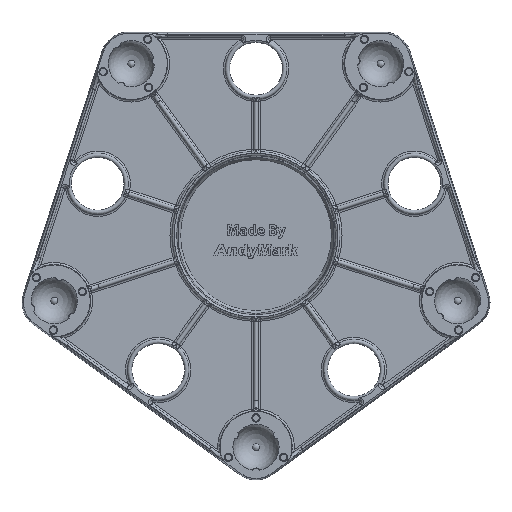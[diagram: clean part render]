
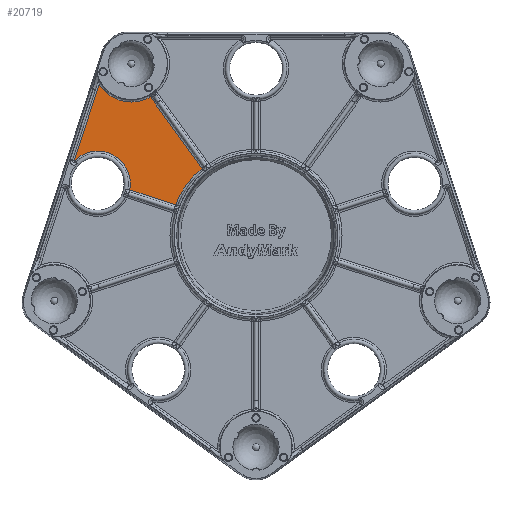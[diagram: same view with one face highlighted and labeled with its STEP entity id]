
A CAD part, front view. The second image highlights one B-rep face of the part: STEP entity #20719.
In plain terms, the highlighted planar face has unit normal (0, -1, 0).
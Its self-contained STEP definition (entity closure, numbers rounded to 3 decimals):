
#818=CIRCLE('',#22032,0.914);
#982=CIRCLE('',#22355,0.78);
#983=CIRCLE('',#22356,2.05);
#1979=PLANE('',#22354);
#2526=FACE_OUTER_BOUND('',#3881,.T.);
#3881=EDGE_LOOP('',(#14837,#14838,#14839,#14840,#14841,#14842));
#5477=LINE('',#34806,#6733);
#5478=LINE('',#34810,#6734);
#5479=LINE('',#34813,#6735);
#6733=VECTOR('',#25563,1.917);
#6734=VECTOR('',#25566,1.147);
#6735=VECTOR('',#25569,2.099);
#8613=VERTEX_POINT('',#30843);
#8614=VERTEX_POINT('',#30858);
#9241=VERTEX_POINT('',#34805);
#9242=VERTEX_POINT('',#34807);
#9243=VERTEX_POINT('',#34809);
#9244=VERTEX_POINT('',#34811);
#10622=EDGE_CURVE('',#8614,#8613,#818,.T.);
#11297=EDGE_CURVE('',#8613,#9241,#5477,.T.);
#11298=EDGE_CURVE('',#9241,#9242,#982,.T.);
#11299=EDGE_CURVE('',#9242,#9243,#5478,.T.);
#11300=EDGE_CURVE('',#9243,#9244,#983,.T.);
#11301=EDGE_CURVE('',#9244,#8614,#5479,.T.);
#14837=ORIENTED_EDGE('',*,*,#10622,.T.);
#14838=ORIENTED_EDGE('',*,*,#11297,.T.);
#14839=ORIENTED_EDGE('',*,*,#11298,.T.);
#14840=ORIENTED_EDGE('',*,*,#11299,.T.);
#14841=ORIENTED_EDGE('',*,*,#11300,.T.);
#14842=ORIENTED_EDGE('',*,*,#11301,.T.);
#20719=ADVANCED_FACE('',(#2526),#1979,.T.);
#22032=AXIS2_PLACEMENT_3D('',#30859,#24682,#24683);
#22354=AXIS2_PLACEMENT_3D('',#34804,#25561,#25562);
#22355=AXIS2_PLACEMENT_3D('',#34808,#25564,#25565);
#22356=AXIS2_PLACEMENT_3D('',#34812,#25567,#25568);
#24682=DIRECTION('center_axis',(0.,1.,0.));
#24683=DIRECTION('ref_axis',(0.,0.,-1.));
#25561=DIRECTION('center_axis',(0.,-1.,0.));
#25562=DIRECTION('ref_axis',(0.,0.,-1.));
#25563=DIRECTION('',(-0.309,0.,-0.951));
#25564=DIRECTION('center_axis',(0.,1.,0.));
#25565=DIRECTION('ref_axis',(0.,0.,-1.));
#25566=DIRECTION('',(0.951,0.,-0.309));
#25567=DIRECTION('center_axis',(0.,1.,0.));
#25568=DIRECTION('ref_axis',(0.,0.,-1.));
#25569=DIRECTION('',(-0.588,0.,0.809));
#30843=CARTESIAN_POINT('',(-3.739,0.375,3.595));
#30858=CARTESIAN_POINT('',(-2.518,0.375,3.296));
#30859=CARTESIAN_POINT('Origin',(-2.971,0.375,4.089));
#34804=CARTESIAN_POINT('Origin',(0.,0.375,-5.055));
#34805=CARTESIAN_POINT('',(-4.332,0.375,1.772));
#34806=CARTESIAN_POINT('',(-5.924,0.375,-3.13));
#34807=CARTESIAN_POINT('',(-3.008,0.375,1.082));
#34808=CARTESIAN_POINT('Origin',(-3.774,0.375,1.226));
#34809=CARTESIAN_POINT('',(-1.916,0.375,0.728));
#34810=CARTESIAN_POINT('',(1.516,0.375,-0.388));
#34811=CARTESIAN_POINT('',(-1.284,0.375,1.598));
#34812=CARTESIAN_POINT('Origin',(0.,0.375,0.));
#34813=CARTESIAN_POINT('',(-2.544,0.375,3.332));
